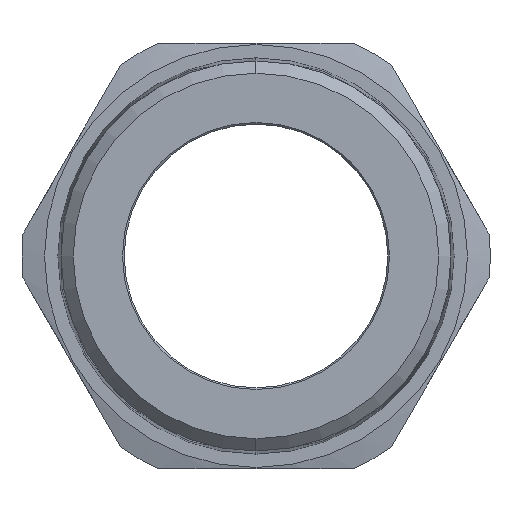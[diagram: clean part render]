
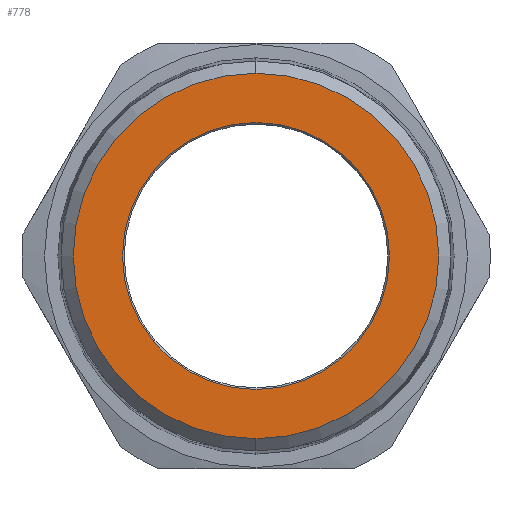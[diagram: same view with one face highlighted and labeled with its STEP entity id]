
A CAD part, left-side view. The second image highlights one B-rep face of the part: STEP entity #778.
In plain terms, the highlighted planar face has unit normal (-1, 0, 0).
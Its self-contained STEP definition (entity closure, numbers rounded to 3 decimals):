
#59 = EDGE_CURVE ( 'NONE', #976, #1174, #1704, .T. ) ;
#128 = DIRECTION ( 'NONE',  ( -1., 0., 0. ) ) ;
#202 = CARTESIAN_POINT ( 'NONE',  ( -55.8, 0., 0. ) ) ;
#224 = CIRCLE ( 'NONE', #366, 27.904 ) ;
#315 = DIRECTION ( 'NONE',  ( 0., 0., 1. ) ) ;
#341 = EDGE_CURVE ( 'NONE', #896, #621, #2425, .T. ) ;
#366 = AXIS2_PLACEMENT_3D ( 'NONE', #202, #701, #462 ) ;
#462 = DIRECTION ( 'NONE',  ( 0., 0., 1. ) ) ;
#621 = VERTEX_POINT ( 'NONE', #673 ) ;
#638 = DIRECTION ( 'NONE',  ( 0., 0., 1. ) ) ;
#673 = CARTESIAN_POINT ( 'NONE',  ( -55.8, 0., 20.385 ) ) ;
#701 = DIRECTION ( 'NONE',  ( -1., 0., 0. ) ) ;
#778 = ADVANCED_FACE ( 'NONE', ( #2048, #3154 ), #956, .T. ) ;
#819 = CARTESIAN_POINT ( 'NONE',  ( -55.8, 0., 0. ) ) ;
#822 = AXIS2_PLACEMENT_3D ( 'NONE', #1636, #128, #638 ) ;
#896 = VERTEX_POINT ( 'NONE', #2851 ) ;
#956 = PLANE ( 'NONE',  #3225 ) ;
#976 = VERTEX_POINT ( 'NONE', #2623 ) ;
#1038 = AXIS2_PLACEMENT_3D ( 'NONE', #819, #2619, #3098 ) ;
#1174 = VERTEX_POINT ( 'NONE', #1234 ) ;
#1188 = DIRECTION ( 'NONE',  ( 0., 0., 1. ) ) ;
#1234 = CARTESIAN_POINT ( 'NONE',  ( -55.8, 0., 27.904 ) ) ;
#1501 = ORIENTED_EDGE ( 'NONE', *, *, #3019, .T. ) ;
#1636 = CARTESIAN_POINT ( 'NONE',  ( -55.8, 0., 0. ) ) ;
#1704 = CIRCLE ( 'NONE', #822, 27.904 ) ;
#1877 = CIRCLE ( 'NONE', #1038, 20.385 ) ;
#2048 = FACE_BOUND ( 'NONE', #3133, .T. ) ;
#2056 = CARTESIAN_POINT ( 'NONE',  ( -55.8, 0., 0. ) ) ;
#2297 = DIRECTION ( 'NONE',  ( 1., 0., 0. ) ) ;
#2306 = AXIS2_PLACEMENT_3D ( 'NONE', #2056, #2297, #315 ) ;
#2425 = CIRCLE ( 'NONE', #2306, 20.385 ) ;
#2470 = CARTESIAN_POINT ( 'NONE',  ( -55.8, 0., 0. ) ) ;
#2619 = DIRECTION ( 'NONE',  ( 1., 0., 0. ) ) ;
#2623 = CARTESIAN_POINT ( 'NONE',  ( -55.8, 0., -27.904 ) ) ;
#2673 = EDGE_LOOP ( 'NONE', ( #3124, #2771 ) ) ;
#2723 = DIRECTION ( 'NONE',  ( -1., 0., 0. ) ) ;
#2761 = EDGE_CURVE ( 'NONE', #1174, #976, #224, .T. ) ;
#2771 = ORIENTED_EDGE ( 'NONE', *, *, #2761, .T. ) ;
#2851 = CARTESIAN_POINT ( 'NONE',  ( -55.8, 0., -20.385 ) ) ;
#2915 = ORIENTED_EDGE ( 'NONE', *, *, #341, .T. ) ;
#3019 = EDGE_CURVE ( 'NONE', #621, #896, #1877, .T. ) ;
#3098 = DIRECTION ( 'NONE',  ( 0., 0., 1. ) ) ;
#3124 = ORIENTED_EDGE ( 'NONE', *, *, #59, .T. ) ;
#3133 = EDGE_LOOP ( 'NONE', ( #1501, #2915 ) ) ;
#3154 = FACE_OUTER_BOUND ( 'NONE', #2673, .T. ) ;
#3225 = AXIS2_PLACEMENT_3D ( 'NONE', #2470, #2723, #1188 ) ;
